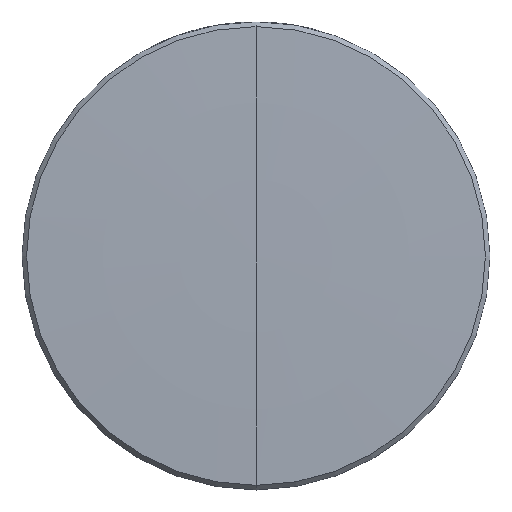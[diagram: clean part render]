
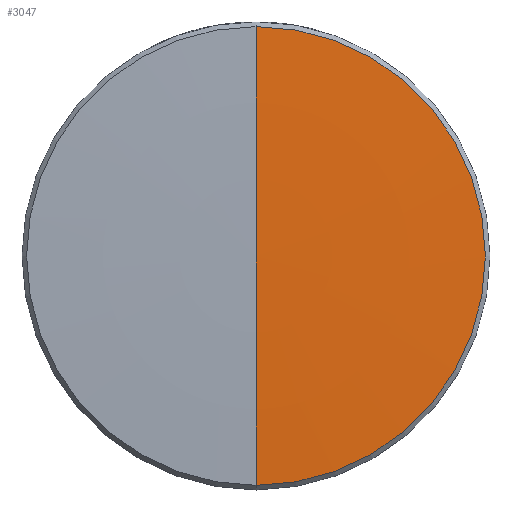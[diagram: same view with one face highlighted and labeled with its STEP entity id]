
A CAD part, top view. The second image highlights one B-rep face of the part: STEP entity #3047.
In plain terms, the highlighted toroidal (fillet/blend) face has major radius 0.917 mm and minor radius 345.1 mm.
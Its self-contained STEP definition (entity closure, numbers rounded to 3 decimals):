
#26 = DIRECTION ( 'NONE',  ( 0., 1., 0. ) ) ;
#107 = VERTEX_POINT ( 'NONE', #805 ) ;
#118 = AXIS2_PLACEMENT_3D ( 'NONE', #957, #2658, #1427 ) ;
#294 = CARTESIAN_POINT ( 'NONE',  ( 0., -12.45, 2.008 ) ) ;
#303 = ORIENTED_EDGE ( 'NONE', *, *, #1628, .T. ) ;
#611 = EDGE_CURVE ( 'NONE', #107, #2190, #2284, .T. ) ;
#770 = FACE_OUTER_BOUND ( 'NONE', #1603, .T. ) ;
#805 = CARTESIAN_POINT ( 'NONE',  ( 0., 0., 2.2 ) ) ;
#817 = DIRECTION ( 'NONE',  ( 0., 0., 1. ) ) ;
#957 = CARTESIAN_POINT ( 'NONE',  ( 0., 0., -342.899 ) ) ;
#1112 = CIRCLE ( 'NONE', #1286, 12.45 ) ;
#1236 = AXIS2_PLACEMENT_3D ( 'NONE', #2255, #2963, #817 ) ;
#1286 = AXIS2_PLACEMENT_3D ( 'NONE', #1697, #1942, #26 ) ;
#1312 = DIRECTION ( 'NONE',  ( 1., 0., 0. ) ) ;
#1419 = TOROIDAL_SURFACE ( 'NONE', #118, 0.917, 345.1 ) ;
#1427 = DIRECTION ( 'NONE',  ( 0., 1., 0. ) ) ;
#1603 = EDGE_LOOP ( 'NONE', ( #2644, #2111, #303 ) ) ;
#1628 = EDGE_CURVE ( 'NONE', #2190, #1758, #1112, .T. ) ;
#1645 = AXIS2_PLACEMENT_3D ( 'NONE', #2024, #1312, #2269 ) ;
#1697 = CARTESIAN_POINT ( 'NONE',  ( 0., 0., 2.008 ) ) ;
#1758 = VERTEX_POINT ( 'NONE', #2691 ) ;
#1825 = CIRCLE ( 'NONE', #1236, 345.1 ) ;
#1942 = DIRECTION ( 'NONE',  ( 0., 0., 1. ) ) ;
#2024 = CARTESIAN_POINT ( 'NONE',  ( 0., -0.917, -342.899 ) ) ;
#2111 = ORIENTED_EDGE ( 'NONE', *, *, #611, .T. ) ;
#2190 = VERTEX_POINT ( 'NONE', #294 ) ;
#2255 = CARTESIAN_POINT ( 'NONE',  ( 0., 0.917, -342.899 ) ) ;
#2269 = DIRECTION ( 'NONE',  ( 0., 1., 0. ) ) ;
#2284 = CIRCLE ( 'NONE', #1645, 345.1 ) ;
#2354 = EDGE_CURVE ( 'NONE', #107, #1758, #1825, .T. ) ;
#2644 = ORIENTED_EDGE ( 'NONE', *, *, #2354, .F. ) ;
#2658 = DIRECTION ( 'NONE',  ( 0., 0., -1. ) ) ;
#2691 = CARTESIAN_POINT ( 'NONE',  ( 0., 12.45, 2.008 ) ) ;
#2963 = DIRECTION ( 'NONE',  ( -1., 0., 0. ) ) ;
#3047 = ADVANCED_FACE ( 'NONE', ( #770 ), #1419, .T. ) ;
